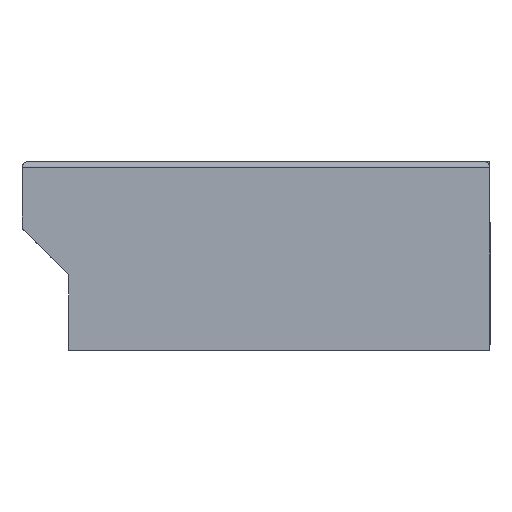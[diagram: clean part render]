
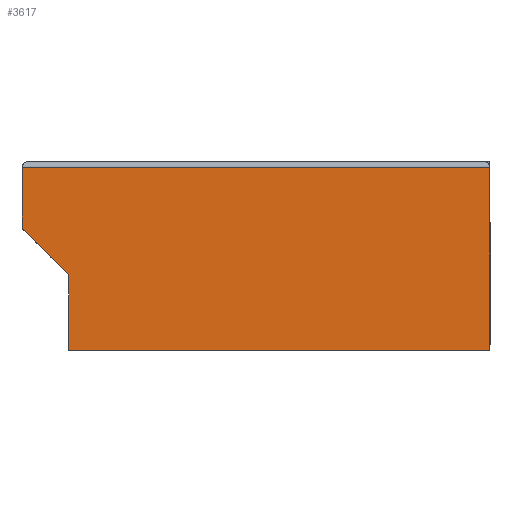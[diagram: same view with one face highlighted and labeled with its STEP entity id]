
A CAD part, left-side view. The second image highlights one B-rep face of the part: STEP entity #3617.
In plain terms, the highlighted planar face has unit normal (-1, 0, 0).
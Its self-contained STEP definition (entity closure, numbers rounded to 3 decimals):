
#336=LINE('',#7515,#551);
#343=LINE('',#7535,#558);
#381=LINE('',#7941,#596);
#382=LINE('',#7943,#597);
#383=LINE('',#7945,#598);
#384=LINE('',#7946,#599);
#551=VECTOR('',#4970,10.);
#558=VECTOR('',#4989,10.);
#596=VECTOR('',#5143,10.);
#597=VECTOR('',#5144,10.);
#598=VECTOR('',#5145,10.);
#599=VECTOR('',#5146,10.);
#923=FACE_OUTER_BOUND('',#1154,.T.);
#1154=EDGE_LOOP('',(#3266,#3267,#3268,#3269,#3270,#3271));
#1597=VERTEX_POINT('',#7203);
#1672=VERTEX_POINT('',#7512);
#1673=VERTEX_POINT('',#7514);
#1680=VERTEX_POINT('',#7533);
#1728=VERTEX_POINT('',#7942);
#1729=VERTEX_POINT('',#7944);
#2163=EDGE_CURVE('',#1673,#1672,#336,.T.);
#2174=EDGE_CURVE('',#1672,#1680,#343,.T.);
#2254=EDGE_CURVE('',#1673,#1597,#381,.T.);
#2255=EDGE_CURVE('',#1680,#1728,#382,.T.);
#2256=EDGE_CURVE('',#1729,#1728,#383,.T.);
#2257=EDGE_CURVE('',#1597,#1729,#384,.T.);
#3266=ORIENTED_EDGE('',*,*,#2254,.F.);
#3267=ORIENTED_EDGE('',*,*,#2163,.T.);
#3268=ORIENTED_EDGE('',*,*,#2174,.T.);
#3269=ORIENTED_EDGE('',*,*,#2255,.T.);
#3270=ORIENTED_EDGE('',*,*,#2256,.F.);
#3271=ORIENTED_EDGE('',*,*,#2257,.F.);
#3393=PLANE('',#4066);
#3617=ADVANCED_FACE('',(#923),#3393,.T.);
#4066=AXIS2_PLACEMENT_3D('',#7940,#5141,#5142);
#4970=DIRECTION('',(0.,0.,-1.));
#4989=DIRECTION('',(0.,-0.707,-0.707));
#5141=DIRECTION('center_axis',(-1.,0.,0.));
#5142=DIRECTION('ref_axis',(0.,1.,0.));
#5143=DIRECTION('',(0.,-1.,0.));
#5144=DIRECTION('',(0.,0.,-1.));
#5145=DIRECTION('',(0.,1.,0.));
#5146=DIRECTION('',(0.,0.,-1.));
#7203=CARTESIAN_POINT('',(28.3,-15.5,6.1));
#7512=CARTESIAN_POINT('',(28.3,15.5,2.1));
#7514=CARTESIAN_POINT('',(28.3,15.5,6.1));
#7515=CARTESIAN_POINT('',(28.3,15.5,6.5));
#7533=CARTESIAN_POINT('',(28.3,12.4,-1.));
#7535=CARTESIAN_POINT('',(28.3,7.3,-6.1));
#7940=CARTESIAN_POINT('Origin',(28.3,-15.5,6.5));
#7941=CARTESIAN_POINT('',(28.3,-7.75,6.1));
#7942=CARTESIAN_POINT('',(28.3,12.4,-6.));
#7943=CARTESIAN_POINT('',(28.3,12.4,0.248));
#7944=CARTESIAN_POINT('',(28.3,-15.5,-6.));
#7945=CARTESIAN_POINT('',(28.3,-15.5,-6.));
#7946=CARTESIAN_POINT('',(28.3,-15.5,6.5));
